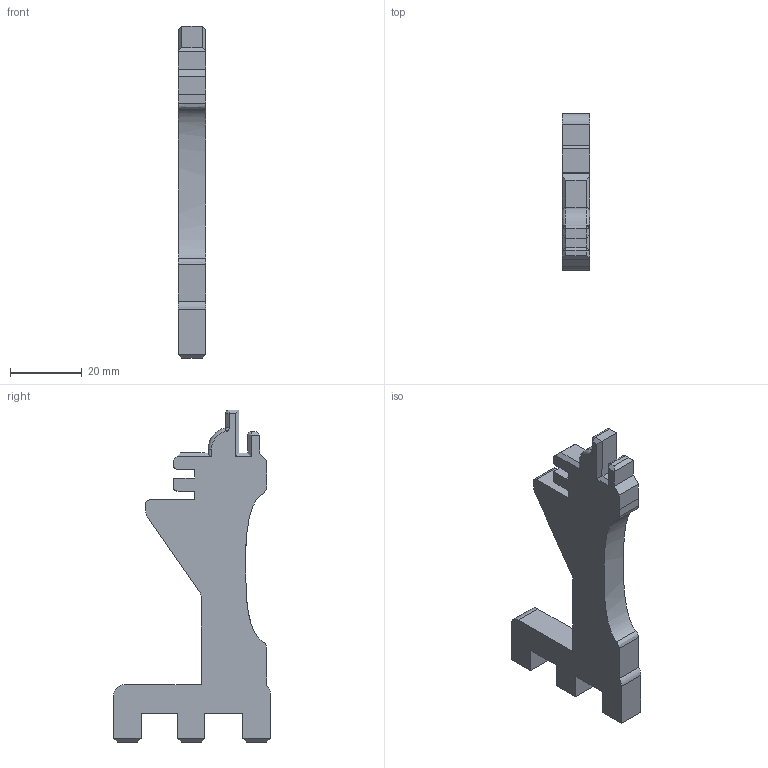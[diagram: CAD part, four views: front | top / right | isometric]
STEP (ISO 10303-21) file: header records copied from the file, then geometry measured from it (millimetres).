
FILE_DESCRIPTION(/* description */ (''),/* implementation_level */ '2;1');
FILE_NAME(/* name */ 'TopHolder.step',/* time_stamp */ '2022-05-10T17:02:54+03:00',/* author */ (''),/* organization */ (''),/* preprocessor_version */ 'ST-DEVELOPER v18.1',/* originating_system */ 'Autodesk Translation Framework v10.14.0.1471',/* authorisation */ '');
FILE_SCHEMA (('AUTOMOTIVE_DESIGN { 1 0 10303 214 3 1 1 }'));
Length unit declared in the file: millimetre
Products named in the file (1): ECU Holder
Bounding box: 7.6 x 43.6 x 92.53 mm (x, y, z)
Volume: 14280.7 mm3; surface area: 6359.6 mm2
Topology: 1 solids, 1 shells, 92 faces, 232 edges, 136 vertices
Faces by surface type: plane 69, cylinder 12, bspline 5, cone 4, torus 2
Entity records: 2952 total; most frequent: CARTESIAN_POINT 783, ORIENTED_EDGE 452, DIRECTION 424, EDGE_CURVE 226, LINE 184, VECTOR 184, VERTEX_POINT 136, AXIS2_PLACEMENT_3D 120
